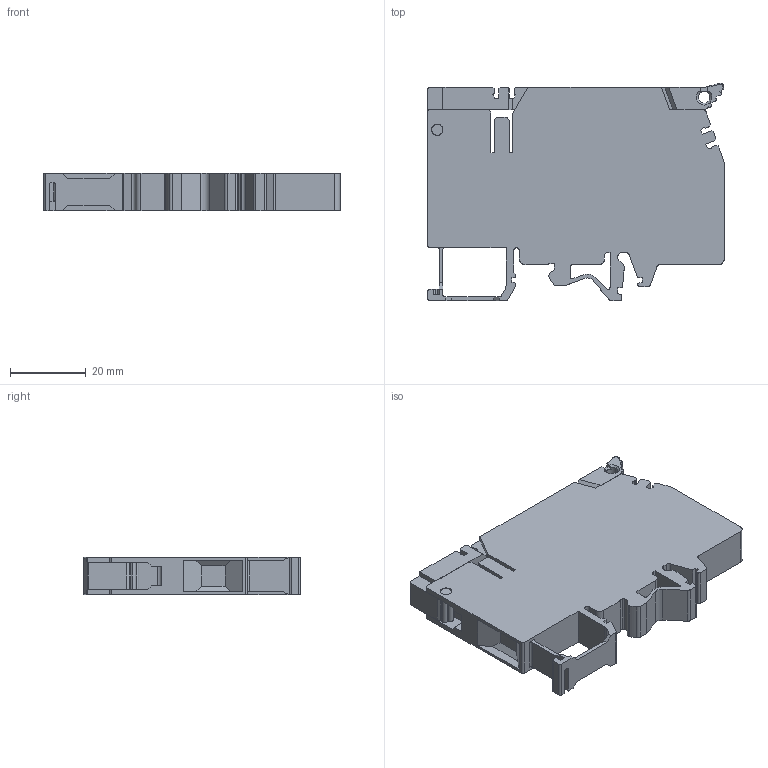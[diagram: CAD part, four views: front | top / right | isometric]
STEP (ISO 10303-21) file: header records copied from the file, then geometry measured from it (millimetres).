
FILE_DESCRIPTION(('OneSpaceDesigner STEP Export'),'2;1');
FILE_NAME('Profilo SFR.6.stp','2008-04-16T 8:43:57',(''),(''),'OneSpace Designer STEP processor for AP214 (Solid Model)','OneSpace Modeling 15.50 10-Aug-2007 (C) CoCreate Software GmbH','');
FILE_SCHEMA(('AUTOMOTIVE_DESIGN { 1 0 10303 214 1 1 1 1 }'));
Length unit declared in the file: millimetre
Products named in the file (2): Profilo_SFR.6_Isolante
Assembly tree (1 placements, depth 2):
  Profilo_SFR.6_Isolante
    Profilo_SFR.6_Isolante
Bounding box: 78.4 x 57.49 x 10 mm (x, y, z)
Volume: 33645 mm3; surface area: 14613.8 mm2
Topology: 1 solids, 1 shells, 283 faces, 835 edges, 551 vertices
Faces by surface type: plane 190, cylinder 82, cone 7, torus 4
Entity records: 9932 total; most frequent: CARTESIAN_POINT 1719, ORIENTED_EDGE 1670, DIRECTION 1427, EDGE_CURVE 835, VECTOR 637, LINE 637, VERTEX_POINT 551, AXIS2_PLACEMENT_3D 395
